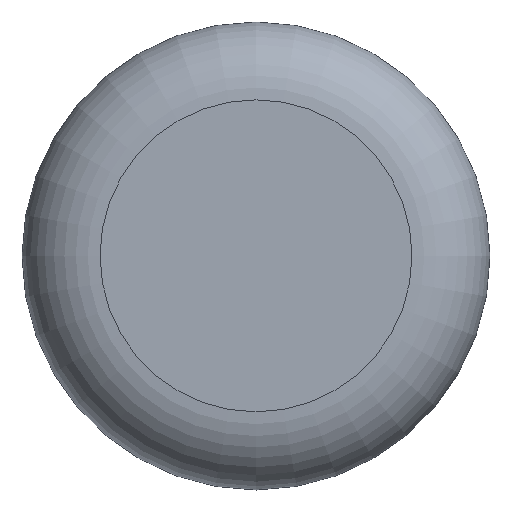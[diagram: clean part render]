
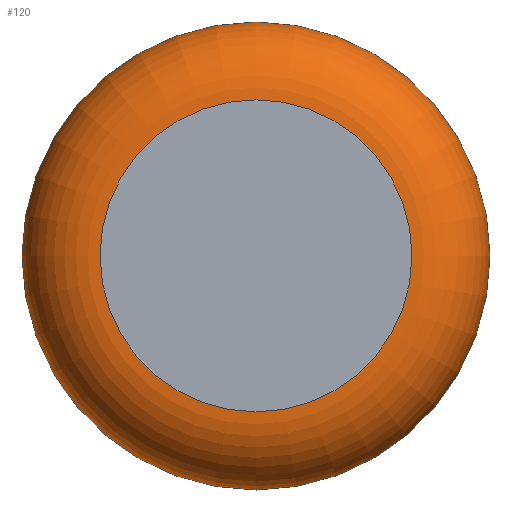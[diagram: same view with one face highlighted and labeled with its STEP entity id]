
A CAD part, top view. The second image highlights one B-rep face of the part: STEP entity #120.
In plain terms, the highlighted toroidal (fillet/blend) face has major radius 4 mm and minor radius 2 mm.
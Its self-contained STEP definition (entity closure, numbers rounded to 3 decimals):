
#120 = ADVANCED_FACE( '', ( #236, #237 ), #238, .T. );
#236 = FACE_OUTER_BOUND( '', #364, .T. );
#237 = FACE_OUTER_BOUND( '', #365, .T. );
#238 = TOROIDAL_SURFACE( '', #366, 4., 2. );
#364 = EDGE_LOOP( '', ( #571 ) );
#365 = EDGE_LOOP( '', ( #572 ) );
#366 = AXIS2_PLACEMENT_3D( '', #573, #574, #575 );
#571 = ORIENTED_EDGE( '', *, *, #811, .F. );
#572 = ORIENTED_EDGE( '', *, *, #760, .T. );
#573 = CARTESIAN_POINT( '', ( 0., 0., 9.5 ) );
#574 = DIRECTION( '', ( 0., 0., -1. ) );
#575 = DIRECTION( '', ( -1., 0., 0. ) );
#760 = EDGE_CURVE( '', #866, #866, #867, .T. );
#811 = EDGE_CURVE( '', #953, #953, #954, .T. );
#866 = VERTEX_POINT( '', #1024 );
#867 = CIRCLE( '', #1025, 4. );
#953 = VERTEX_POINT( '', #1177 );
#954 = CIRCLE( '', #1178, 6. );
#1024 = CARTESIAN_POINT( '', ( -4., 0., 11.5 ) );
#1025 = AXIS2_PLACEMENT_3D( '', #1277, #1278, #1279 );
#1177 = CARTESIAN_POINT( '', ( -6., 0., 9.5 ) );
#1178 = AXIS2_PLACEMENT_3D( '', #1350, #1351, #1352 );
#1277 = CARTESIAN_POINT( '', ( 0., 0., 11.5 ) );
#1278 = DIRECTION( '', ( 0., 0., -1. ) );
#1279 = DIRECTION( '', ( -1., 0., 0. ) );
#1350 = CARTESIAN_POINT( '', ( 0., 0., 9.5 ) );
#1351 = DIRECTION( '', ( 0., 0., -1. ) );
#1352 = DIRECTION( '', ( -1., 0., 0. ) );
